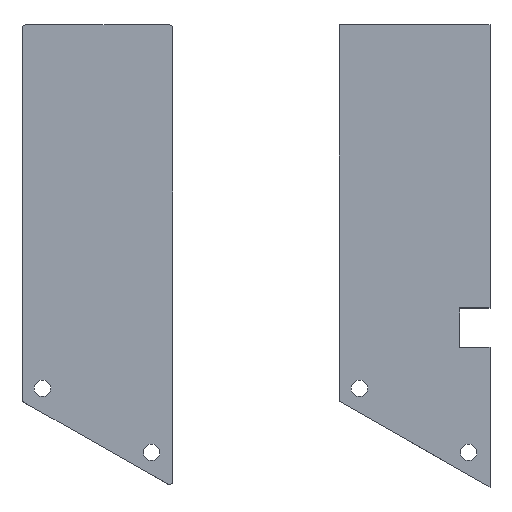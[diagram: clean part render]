
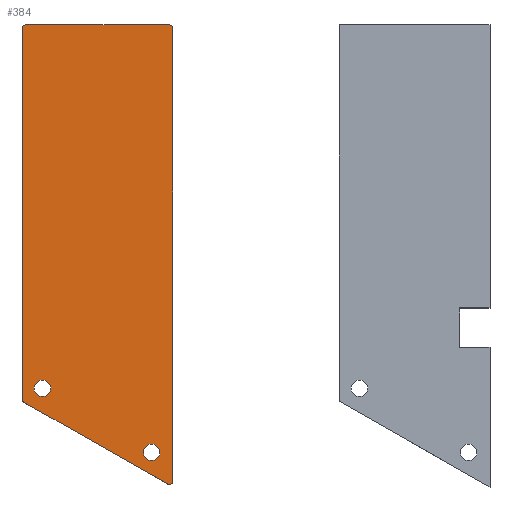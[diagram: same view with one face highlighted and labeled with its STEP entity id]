
A CAD part, top view. The second image highlights one B-rep face of the part: STEP entity #384.
In plain terms, the highlighted planar face has unit normal (0, 0, 1).
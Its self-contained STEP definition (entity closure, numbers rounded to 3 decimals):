
#149=CARTESIAN_POINT('',(191.87,-11.5,3.));
#150=VERTEX_POINT('',#149);
#157=CARTESIAN_POINT('',(191.87,-71.364,3.));
#158=VERTEX_POINT('',#157);
#159=CARTESIAN_POINT('',(191.87,-71.364,3.));
#160=DIRECTION('',(-0.,1.,0.));
#161=VECTOR('',#160,59.864);
#162=LINE('',#159,#161);
#163=EDGE_CURVE('',#158,#150,#162,.T.);
#180=CARTESIAN_POINT('',(172.37,-11.,3.));
#181=VERTEX_POINT('',#180);
#188=CARTESIAN_POINT('',(191.37,-11.,3.));
#189=VERTEX_POINT('',#188);
#190=CARTESIAN_POINT('',(191.37,-11.,3.));
#191=DIRECTION('',(-1.,0.,0.));
#192=VECTOR('',#191,19.);
#193=LINE('',#190,#192);
#194=EDGE_CURVE('',#189,#181,#193,.T.);
#210=CARTESIAN_POINT('',(171.87,-11.5,3.));
#211=VERTEX_POINT('',#210);
#212=CARTESIAN_POINT('',(171.87,-60.555,3.));
#213=VERTEX_POINT('',#212);
#214=CARTESIAN_POINT('',(171.87,-11.5,3.));
#215=DIRECTION('',(0.,-1.,0.));
#216=VECTOR('',#215,49.055);
#217=LINE('',#214,#216);
#218=EDGE_CURVE('',#211,#213,#217,.T.);
#241=CARTESIAN_POINT('',(187.928,-67.636,3.));
#242=VERTEX_POINT('',#241);
#252=CARTESIAN_POINT('',(190.128,-67.636,3.));
#253=VERTEX_POINT('',#252);
#254=CARTESIAN_POINT('',(189.028,-67.636,3.));
#255=DIRECTION('',(0.,0.,1.));
#256=DIRECTION('',(1.,0.,-0.));
#257=AXIS2_PLACEMENT_3D('',#254,#255,#256);
#258=CIRCLE('',#257,1.1);
#259=EDGE_CURVE('',#242,#253,#258,.T.);
#261=CARTESIAN_POINT('',(189.028,-67.636,3.));
#262=DIRECTION('',(0.,0.,1.));
#263=DIRECTION('',(1.,0.,-0.));
#264=AXIS2_PLACEMENT_3D('',#261,#262,#263);
#265=CIRCLE('',#264,1.1);
#266=EDGE_CURVE('',#253,#242,#265,.T.);
#276=CARTESIAN_POINT('',(173.48,-59.15,3.));
#277=VERTEX_POINT('',#276);
#287=CARTESIAN_POINT('',(175.68,-59.15,3.));
#288=VERTEX_POINT('',#287);
#289=CARTESIAN_POINT('',(174.58,-59.15,3.));
#290=DIRECTION('',(0.,0.,1.));
#291=DIRECTION('',(1.,0.,-0.));
#292=AXIS2_PLACEMENT_3D('',#289,#290,#291);
#293=CIRCLE('',#292,1.1);
#294=EDGE_CURVE('',#277,#288,#293,.T.);
#296=CARTESIAN_POINT('',(174.58,-59.15,3.));
#297=DIRECTION('',(0.,0.,1.));
#298=DIRECTION('',(1.,0.,-0.));
#299=AXIS2_PLACEMENT_3D('',#296,#297,#298);
#300=CIRCLE('',#299,1.1);
#301=EDGE_CURVE('',#288,#277,#300,.T.);
#312=CARTESIAN_POINT('',(191.123,-71.799,3.));
#313=VERTEX_POINT('',#312);
#320=CARTESIAN_POINT('',(172.123,-60.99,3.));
#321=VERTEX_POINT('',#320);
#322=CARTESIAN_POINT('',(191.123,-71.799,3.));
#323=DIRECTION('',(-0.869,0.494,0.));
#324=VECTOR('',#323,21.859);
#325=LINE('',#322,#324);
#326=EDGE_CURVE('',#313,#321,#325,.T.);
#337=CARTESIAN_POINT('',(-42.,0.,3.));
#338=DIRECTION('',(0.,0.,1.));
#339=DIRECTION('',(1.,0.,0.));
#340=AXIS2_PLACEMENT_3D('',#337,#338,#339);
#341=PLANE('',#340);
#342=ORIENTED_EDGE('',*,*,#194,.T.);
#343=CARTESIAN_POINT('',(172.37,-11.5,3.));
#344=DIRECTION('',(0.,0.,1.));
#345=DIRECTION('',(1.,0.,-0.));
#346=AXIS2_PLACEMENT_3D('',#343,#344,#345);
#347=CIRCLE('',#346,0.5);
#348=EDGE_CURVE('',#181,#211,#347,.T.);
#349=ORIENTED_EDGE('',*,*,#348,.T.);
#350=ORIENTED_EDGE('',*,*,#218,.T.);
#351=CARTESIAN_POINT('',(172.37,-60.555,3.));
#352=DIRECTION('',(0.,0.,1.));
#353=DIRECTION('',(1.,0.,-0.));
#354=AXIS2_PLACEMENT_3D('',#351,#352,#353);
#355=CIRCLE('',#354,0.5);
#356=EDGE_CURVE('',#213,#321,#355,.T.);
#357=ORIENTED_EDGE('',*,*,#356,.T.);
#358=ORIENTED_EDGE('',*,*,#326,.F.);
#359=CARTESIAN_POINT('',(191.37,-71.364,3.));
#360=DIRECTION('',(0.,0.,1.));
#361=DIRECTION('',(1.,0.,-0.));
#362=AXIS2_PLACEMENT_3D('',#359,#360,#361);
#363=CIRCLE('',#362,0.5);
#364=EDGE_CURVE('',#313,#158,#363,.T.);
#365=ORIENTED_EDGE('',*,*,#364,.T.);
#366=ORIENTED_EDGE('',*,*,#163,.T.);
#367=CARTESIAN_POINT('',(191.37,-11.5,3.));
#368=DIRECTION('',(0.,0.,1.));
#369=DIRECTION('',(1.,0.,-0.));
#370=AXIS2_PLACEMENT_3D('',#367,#368,#369);
#371=CIRCLE('',#370,0.5);
#372=EDGE_CURVE('',#150,#189,#371,.T.);
#373=ORIENTED_EDGE('',*,*,#372,.T.);
#374=EDGE_LOOP('',(#342,#349,#350,#357,#358,#365,#366,#373));
#375=FACE_BOUND('',#374,.T.);
#376=ORIENTED_EDGE('',*,*,#294,.F.);
#377=ORIENTED_EDGE('',*,*,#301,.F.);
#378=EDGE_LOOP('',(#376,#377));
#379=FACE_BOUND('',#378,.T.);
#380=ORIENTED_EDGE('',*,*,#259,.F.);
#381=ORIENTED_EDGE('',*,*,#266,.F.);
#382=EDGE_LOOP('',(#380,#381));
#383=FACE_BOUND('',#382,.T.);
#384=ADVANCED_FACE('',(#375,#379,#383),#341,.T.);
